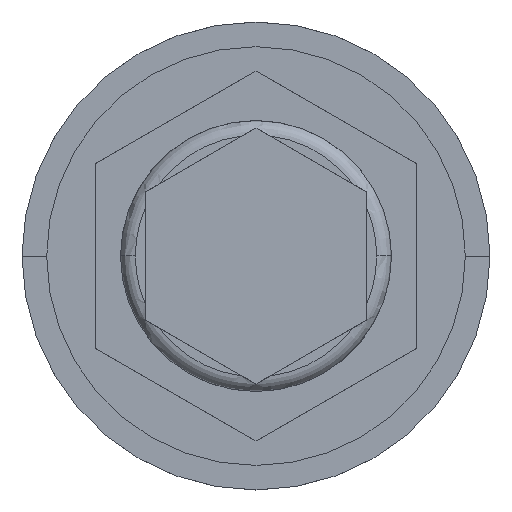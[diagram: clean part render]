
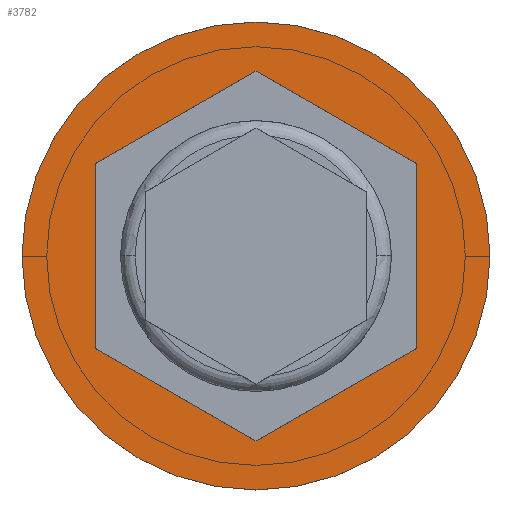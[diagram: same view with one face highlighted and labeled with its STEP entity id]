
A CAD part, top view. The second image highlights one B-rep face of the part: STEP entity #3782.
In plain terms, the highlighted planar face has unit normal (0, 0, 1).
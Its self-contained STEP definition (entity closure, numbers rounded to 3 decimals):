
#45 = AXIS2_PLACEMENT_3D ( 'NONE', #1719, #246, #187 ) ;
#60 = EDGE_CURVE ( 'NONE', #1982, #3915, #681, .T. ) ;
#67 = CARTESIAN_POINT ( 'NONE',  ( 0., 3.753, 0. ) ) ;
#83 = EDGE_CURVE ( 'NONE', #1687, #3132, #2953, .T. ) ;
#167 = DIRECTION ( 'NONE',  ( 0., 1., 0. ) ) ;
#187 = DIRECTION ( 'NONE',  ( 1., 0., 0. ) ) ;
#231 = EDGE_CURVE ( 'NONE', #2079, #665, #956, .T. ) ;
#246 = DIRECTION ( 'NONE',  ( 0., 0., 1. ) ) ;
#341 = VERTEX_POINT ( 'NONE', #67 ) ;
#519 = ORIENTED_EDGE ( 'NONE', *, *, #2500, .T. ) ;
#528 = DIRECTION ( 'NONE',  ( 0.866, 0.5, 0. ) ) ;
#544 = CARTESIAN_POINT ( 'NONE',  ( 4.75, 0., 0. ) ) ;
#548 = EDGE_CURVE ( 'NONE', #3132, #341, #2709, .T. ) ;
#665 = VERTEX_POINT ( 'NONE', #2209 ) ;
#675 = ORIENTED_EDGE ( 'NONE', *, *, #3787, .F. ) ;
#681 = CIRCLE ( 'NONE', #3192, 4.75 ) ;
#741 = AXIS2_PLACEMENT_3D ( 'NONE', #3642, #2646, #3964 ) ;
#755 = CARTESIAN_POINT ( 'NONE',  ( 0., 3.753, 0. ) ) ;
#813 = DIRECTION ( 'NONE',  ( 0., 0., 1. ) ) ;
#819 = CARTESIAN_POINT ( 'NONE',  ( 3.25, 1.876, 0. ) ) ;
#858 = DIRECTION ( 'NONE',  ( -0.866, 0.5, 0. ) ) ;
#903 = EDGE_CURVE ( 'NONE', #341, #1343, #2262, .T. ) ;
#938 = CIRCLE ( 'NONE', #741, 4.75 ) ;
#956 = LINE ( 'NONE', #1213, #2483 ) ;
#1019 = DIRECTION ( 'NONE',  ( -0.866, -0.5, 0. ) ) ;
#1035 = EDGE_LOOP ( 'NONE', ( #3612, #519 ) ) ;
#1109 = EDGE_CURVE ( 'NONE', #1343, #2079, #1132, .T. ) ;
#1131 = CARTESIAN_POINT ( 'NONE',  ( 3.25, -1.876, 0. ) ) ;
#1132 = LINE ( 'NONE', #3257, #3129 ) ;
#1134 = VECTOR ( 'NONE', #528, 1000. ) ;
#1151 = DIRECTION ( 'NONE',  ( 0., -1., 0. ) ) ;
#1213 = CARTESIAN_POINT ( 'NONE',  ( -3.25, -1.876, 0. ) ) ;
#1294 = ORIENTED_EDGE ( 'NONE', *, *, #548, .F. ) ;
#1307 = VECTOR ( 'NONE', #1019, 1000. ) ;
#1316 = VECTOR ( 'NONE', #167, 1000. ) ;
#1343 = VERTEX_POINT ( 'NONE', #1598 ) ;
#1409 = LINE ( 'NONE', #3536, #1134 ) ;
#1507 = CARTESIAN_POINT ( 'NONE',  ( 3.25, -1.876, 0. ) ) ;
#1598 = CARTESIAN_POINT ( 'NONE',  ( -3.25, 1.876, 0. ) ) ;
#1687 = VERTEX_POINT ( 'NONE', #1507 ) ;
#1719 = CARTESIAN_POINT ( 'NONE',  ( 0., 0., 0. ) ) ;
#1982 = VERTEX_POINT ( 'NONE', #544 ) ;
#2079 = VERTEX_POINT ( 'NONE', #3919 ) ;
#2103 = CARTESIAN_POINT ( 'NONE',  ( 0., 0., 0. ) ) ;
#2186 = DIRECTION ( 'NONE',  ( 0.866, -0.5, 0. ) ) ;
#2209 = CARTESIAN_POINT ( 'NONE',  ( 0., -3.753, 0. ) ) ;
#2215 = ORIENTED_EDGE ( 'NONE', *, *, #1109, .F. ) ;
#2262 = LINE ( 'NONE', #755, #1307 ) ;
#2293 = ORIENTED_EDGE ( 'NONE', *, *, #231, .F. ) ;
#2483 = VECTOR ( 'NONE', #2186, 1000. ) ;
#2500 = EDGE_CURVE ( 'NONE', #3915, #1982, #938, .T. ) ;
#2646 = DIRECTION ( 'NONE',  ( 0., 0., 1. ) ) ;
#2659 = DIRECTION ( 'NONE',  ( 1., 0., 0. ) ) ;
#2709 = LINE ( 'NONE', #3364, #2933 ) ;
#2933 = VECTOR ( 'NONE', #858, 1000. ) ;
#2953 = LINE ( 'NONE', #1131, #1316 ) ;
#2958 = EDGE_LOOP ( 'NONE', ( #1294, #3431, #675, #2293, #2215, #3413 ) ) ;
#3129 = VECTOR ( 'NONE', #1151, 1000. ) ;
#3132 = VERTEX_POINT ( 'NONE', #819 ) ;
#3192 = AXIS2_PLACEMENT_3D ( 'NONE', #2103, #813, #2659 ) ;
#3255 = FACE_BOUND ( 'NONE', #2958, .T. ) ;
#3257 = CARTESIAN_POINT ( 'NONE',  ( -3.25, 1.876, 0. ) ) ;
#3364 = CARTESIAN_POINT ( 'NONE',  ( 3.25, 1.876, 0. ) ) ;
#3396 = CARTESIAN_POINT ( 'NONE',  ( -4.75, 0., 0. ) ) ;
#3413 = ORIENTED_EDGE ( 'NONE', *, *, #903, .F. ) ;
#3431 = ORIENTED_EDGE ( 'NONE', *, *, #83, .F. ) ;
#3536 = CARTESIAN_POINT ( 'NONE',  ( 0., -3.753, 0. ) ) ;
#3612 = ORIENTED_EDGE ( 'NONE', *, *, #60, .T. ) ;
#3642 = CARTESIAN_POINT ( 'NONE',  ( 0., 0., 0. ) ) ;
#3782 = ADVANCED_FACE ( 'NONE', ( #3255, #3940 ), #3878, .T. ) ;
#3787 = EDGE_CURVE ( 'NONE', #665, #1687, #1409, .T. ) ;
#3878 = PLANE ( 'NONE',  #45 ) ;
#3915 = VERTEX_POINT ( 'NONE', #3396 ) ;
#3919 = CARTESIAN_POINT ( 'NONE',  ( -3.25, -1.876, 0. ) ) ;
#3940 = FACE_OUTER_BOUND ( 'NONE', #1035, .T. ) ;
#3964 = DIRECTION ( 'NONE',  ( 1., 0., 0. ) ) ;
